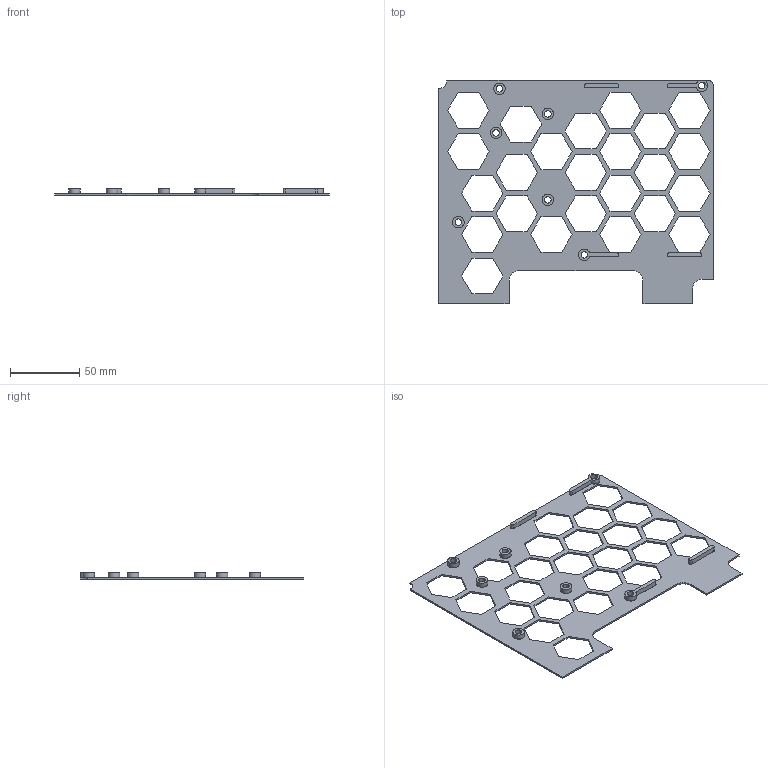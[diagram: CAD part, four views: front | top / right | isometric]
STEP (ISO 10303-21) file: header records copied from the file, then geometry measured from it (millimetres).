
FILE_DESCRIPTION(/* description */ (''),/* implementation_level */ '2;1');
FILE_NAME(/* name */ 'Deck_Panel_Backpack.step',/* time_stamp */ '2020-09-30T18:19:09+02:00',/* author */ (''),/* organization */ (''),/* preprocessor_version */ 'ST-DEVELOPER v18.1',/* originating_system */ 'Autodesk Translation Framework v9.3.0.1241',/* authorisation */ '');
FILE_SCHEMA (('AUTOMOTIVE_DESIGN { 1 0 10303 214 3 1 1 }'));
Length unit declared in the file: millimetre
Products named in the file (2): Deck_Panel_Back_Addendum; Deck_Panel_ v1
Assembly tree (1 placements, depth 2):
  Deck_Panel_Back_Addendum
    Deck_Panel_ v1
Bounding box: 199 x 162 x 4.8 mm (x, y, z)
Volume: 20467.1 mm3; surface area: 36306.5 mm2
Topology: 1 solids, 1 shells, 240 faces, 665 edges, 435 vertices
Faces by surface type: plane 183, cylinder 38, torus 16, bspline 2, cone 1
Full cylindrical faces by diameter (mm): 4.7 x7, 8.36 x5
Entity records: 7857 total; most frequent: CARTESIAN_POINT 1479, ORIENTED_EDGE 1330, DIRECTION 1236, EDGE_CURVE 665, LINE 546, VECTOR 546, VERTEX_POINT 435, AXIS2_PLACEMENT_3D 345
